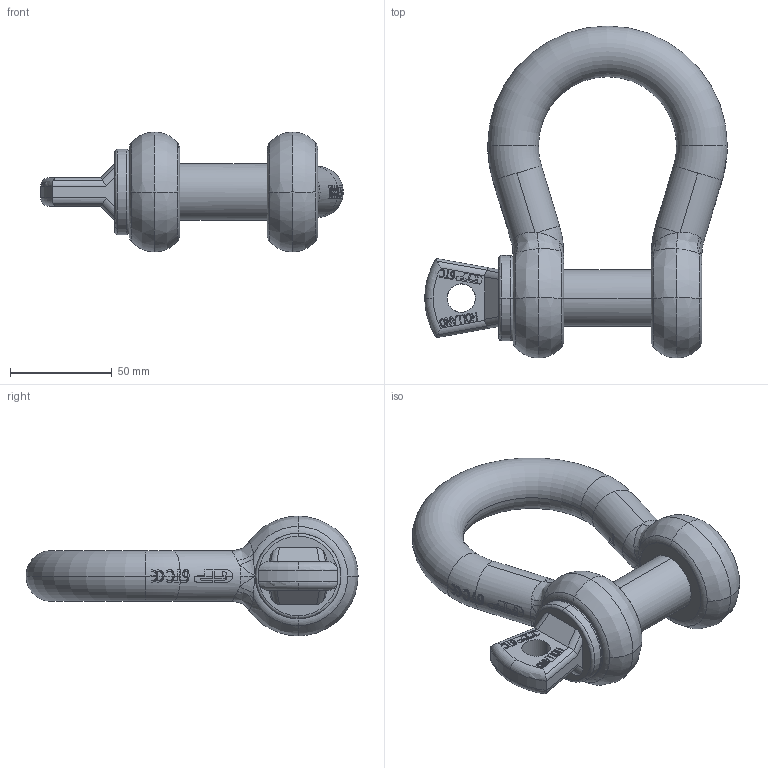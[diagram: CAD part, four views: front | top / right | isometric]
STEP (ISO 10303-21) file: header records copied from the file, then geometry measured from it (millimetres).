
FILE_DESCRIPTION(('.'),'2;1');
FILE_NAME('GPGHBB25.stp','2012-01-15T12:29:17+00:00',('.'),('.'),'','STEP AP214','.');
FILE_SCHEMA(('AUTOMOTIVE_DESIGN { 1 0 10303 214 1 1 1 1 }'));
Length unit declared in the file: millimetre
Products named in the file (3): GPGHBB25; 8,5; 8,5_1
Assembly tree (2 placements, depth 2):
  GPGHBB25
    8,5
    8,5_1
Bounding box: 149 x 163.5 x 59 mm (x, y, z)
Volume: 288773.7 mm3; surface area: 53640.7 mm2
Topology: 2 solids, 2 shells, 608 faces, 2063 edges, 1479 vertices
Faces by surface type: bspline 229, plane 221, cylinder 98, torus 57, cone 3
Entity records: 27872 total; most frequent: CARTESIAN_POINT 12582, ORIENTED_EDGE 4110, EDGE_CURVE 2055, VERTEX_POINT 1479, DIRECTION 1364, B_SPLINE_CURVE_WITH_KNOTS 1363, EDGE_LOOP 642, ADVANCED_FACE 608
